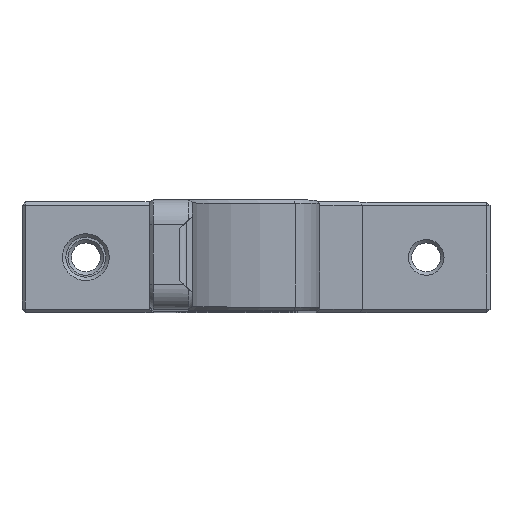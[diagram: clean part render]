
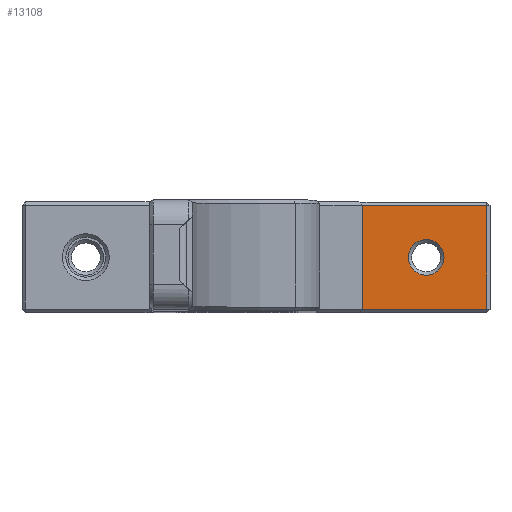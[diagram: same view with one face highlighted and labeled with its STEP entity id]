
A CAD part, top view. The second image highlights one B-rep face of the part: STEP entity #13108.
In plain terms, the highlighted planar face has unit normal (0, 0, 1).
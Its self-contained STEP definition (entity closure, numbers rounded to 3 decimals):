
#1156 = PLANE('',#1157);
#1157 = AXIS2_PLACEMENT_3D('',#1158,#1159,#1160);
#1158 = CARTESIAN_POINT('',(5.,0.2,-135.225));
#1159 = DIRECTION('',(0.,-0.707,0.707));
#1160 = DIRECTION('',(1.,0.,0.));
#2905 = PLANE('',#2906);
#2906 = AXIS2_PLACEMENT_3D('',#2907,#2908,#2909);
#2907 = CARTESIAN_POINT('',(5.,12.8,-135.225));
#2908 = DIRECTION('',(-0.,-0.707,-0.707));
#2909 = DIRECTION('',(1.,-0.,0.));
#5855 = VERTEX_POINT('',#5856);
#5856 = CARTESIAN_POINT('',(5.,0.4,-135.025));
#5891 = PLANE('',#5892);
#5892 = AXIS2_PLACEMENT_3D('',#5893,#5894,#5895);
#5893 = CARTESIAN_POINT('',(5.,0.,-125.025));
#5894 = DIRECTION('',(-1.,0.,0.));
#5895 = DIRECTION('',(-0.,0.,-1.));
#5963 = VERTEX_POINT('',#5964);
#5964 = CARTESIAN_POINT('',(19.6,0.4,-135.025));
#5990 = EDGE_CURVE('',#5855,#5963,#5991,.T.);
#5991 = SURFACE_CURVE('',#5992,(#5996,#6003),.PCURVE_S1.);
#5992 = LINE('',#5993,#5994);
#5993 = CARTESIAN_POINT('',(5.,0.4,-135.025));
#5994 = VECTOR('',#5995,1.);
#5995 = DIRECTION('',(1.,0.,0.));
#5996 = PCURVE('',#1156,#5997);
#5997 = DEFINITIONAL_REPRESENTATION('',(#5998),#6002);
#5998 = LINE('',#5999,#6000);
#5999 = CARTESIAN_POINT('',(0.,0.283));
#6000 = VECTOR('',#6001,1.);
#6001 = DIRECTION('',(1.,0.));
#6002 = ( GEOMETRIC_REPRESENTATION_CONTEXT(2) 
PARAMETRIC_REPRESENTATION_CONTEXT() REPRESENTATION_CONTEXT('2D SPACE',''
  ) );
#6003 = PCURVE('',#6004,#6009);
#6004 = PLANE('',#6005);
#6005 = AXIS2_PLACEMENT_3D('',#6006,#6007,#6008);
#6006 = CARTESIAN_POINT('',(5.,0.,-135.025));
#6007 = DIRECTION('',(0.,0.,-1.));
#6008 = DIRECTION('',(1.,0.,0.));
#6009 = DEFINITIONAL_REPRESENTATION('',(#6010),#6014);
#6010 = LINE('',#6011,#6012);
#6011 = CARTESIAN_POINT('',(0.,-0.4));
#6012 = VECTOR('',#6013,1.);
#6013 = DIRECTION('',(1.,0.));
#6014 = ( GEOMETRIC_REPRESENTATION_CONTEXT(2) 
PARAMETRIC_REPRESENTATION_CONTEXT() REPRESENTATION_CONTEXT('2D SPACE',''
  ) );
#9142 = VERTEX_POINT('',#9143);
#9143 = CARTESIAN_POINT('',(5.,12.6,-135.025));
#9240 = VERTEX_POINT('',#9241);
#9241 = CARTESIAN_POINT('',(19.6,12.6,-135.025));
#9267 = EDGE_CURVE('',#9142,#9240,#9268,.T.);
#9268 = SURFACE_CURVE('',#9269,(#9273,#9280),.PCURVE_S1.);
#9269 = LINE('',#9270,#9271);
#9270 = CARTESIAN_POINT('',(5.,12.6,-135.025));
#9271 = VECTOR('',#9272,1.);
#9272 = DIRECTION('',(1.,0.,0.));
#9273 = PCURVE('',#2905,#9274);
#9274 = DEFINITIONAL_REPRESENTATION('',(#9275),#9279);
#9275 = LINE('',#9276,#9277);
#9276 = CARTESIAN_POINT('',(0.,0.283));
#9277 = VECTOR('',#9278,1.);
#9278 = DIRECTION('',(1.,0.));
#9279 = ( GEOMETRIC_REPRESENTATION_CONTEXT(2) 
PARAMETRIC_REPRESENTATION_CONTEXT() REPRESENTATION_CONTEXT('2D SPACE',''
  ) );
#9280 = PCURVE('',#6004,#9281);
#9281 = DEFINITIONAL_REPRESENTATION('',(#9282),#9286);
#9282 = LINE('',#9283,#9284);
#9283 = CARTESIAN_POINT('',(0.,-12.6));
#9284 = VECTOR('',#9285,1.);
#9285 = DIRECTION('',(1.,0.));
#9286 = ( GEOMETRIC_REPRESENTATION_CONTEXT(2) 
PARAMETRIC_REPRESENTATION_CONTEXT() REPRESENTATION_CONTEXT('2D SPACE',''
  ) );
#13058 = EDGE_CURVE('',#5855,#9142,#13059,.T.);
#13059 = SURFACE_CURVE('',#13060,(#13064,#13071),.PCURVE_S1.);
#13060 = LINE('',#13061,#13062);
#13061 = CARTESIAN_POINT('',(5.,0.,-135.025));
#13062 = VECTOR('',#13063,1.);
#13063 = DIRECTION('',(0.,1.,0.));
#13064 = PCURVE('',#5891,#13065);
#13065 = DEFINITIONAL_REPRESENTATION('',(#13066),#13070);
#13066 = LINE('',#13067,#13068);
#13067 = CARTESIAN_POINT('',(10.,0.));
#13068 = VECTOR('',#13069,1.);
#13069 = DIRECTION('',(0.,-1.));
#13070 = ( GEOMETRIC_REPRESENTATION_CONTEXT(2) 
PARAMETRIC_REPRESENTATION_CONTEXT() REPRESENTATION_CONTEXT('2D SPACE',''
  ) );
#13071 = PCURVE('',#6004,#13072);
#13072 = DEFINITIONAL_REPRESENTATION('',(#13073),#13077);
#13073 = LINE('',#13074,#13075);
#13074 = CARTESIAN_POINT('',(0.,0.));
#13075 = VECTOR('',#13076,1.);
#13076 = DIRECTION('',(0.,-1.));
#13077 = ( GEOMETRIC_REPRESENTATION_CONTEXT(2) 
PARAMETRIC_REPRESENTATION_CONTEXT() REPRESENTATION_CONTEXT('2D SPACE',''
  ) );
#13108 = ADVANCED_FACE('',(#13109,#13140),#6004,.F.);
#13109 = FACE_BOUND('',#13110,.F.);
#13110 = EDGE_LOOP('',(#13111,#13112,#13113,#13139));
#13111 = ORIENTED_EDGE('',*,*,#13058,.T.);
#13112 = ORIENTED_EDGE('',*,*,#9267,.T.);
#13113 = ORIENTED_EDGE('',*,*,#13114,.F.);
#13114 = EDGE_CURVE('',#5963,#9240,#13115,.T.);
#13115 = SURFACE_CURVE('',#13116,(#13120,#13127),.PCURVE_S1.);
#13116 = LINE('',#13117,#13118);
#13117 = CARTESIAN_POINT('',(19.6,0.,-135.025));
#13118 = VECTOR('',#13119,1.);
#13119 = DIRECTION('',(-0.,1.,0.));
#13120 = PCURVE('',#6004,#13121);
#13121 = DEFINITIONAL_REPRESENTATION('',(#13122),#13126);
#13122 = LINE('',#13123,#13124);
#13123 = CARTESIAN_POINT('',(14.6,0.));
#13124 = VECTOR('',#13125,1.);
#13125 = DIRECTION('',(0.,-1.));
#13126 = ( GEOMETRIC_REPRESENTATION_CONTEXT(2) 
PARAMETRIC_REPRESENTATION_CONTEXT() REPRESENTATION_CONTEXT('2D SPACE',''
  ) );
#13127 = PCURVE('',#13128,#13133);
#13128 = PLANE('',#13129);
#13129 = AXIS2_PLACEMENT_3D('',#13130,#13131,#13132);
#13130 = CARTESIAN_POINT('',(19.8,0.,-135.225));
#13131 = DIRECTION('',(0.707,0.,0.707));
#13132 = DIRECTION('',(0.,1.,0.));
#13133 = DEFINITIONAL_REPRESENTATION('',(#13134),#13138);
#13134 = LINE('',#13135,#13136);
#13135 = CARTESIAN_POINT('',(0.,0.283));
#13136 = VECTOR('',#13137,1.);
#13137 = DIRECTION('',(1.,0.));
#13138 = ( GEOMETRIC_REPRESENTATION_CONTEXT(2) 
PARAMETRIC_REPRESENTATION_CONTEXT() REPRESENTATION_CONTEXT('2D SPACE',''
  ) );
#13139 = ORIENTED_EDGE('',*,*,#5990,.F.);
#13140 = FACE_BOUND('',#13141,.F.);
#13141 = EDGE_LOOP('',(#13142));
#13142 = ORIENTED_EDGE('',*,*,#13143,.T.);
#13143 = EDGE_CURVE('',#13144,#13144,#13146,.T.);
#13144 = VERTEX_POINT('',#13145);
#13145 = CARTESIAN_POINT('',(10.4,6.5,-135.025));
#13146 = SURFACE_CURVE('',#13147,(#13152,#13163),.PCURVE_S1.);
#13147 = CIRCLE('',#13148,2.1);
#13148 = AXIS2_PLACEMENT_3D('',#13149,#13150,#13151);
#13149 = CARTESIAN_POINT('',(12.5,6.5,-135.025));
#13150 = DIRECTION('',(0.,0.,1.));
#13151 = DIRECTION('',(-1.,0.,0.));
#13152 = PCURVE('',#6004,#13153);
#13153 = DEFINITIONAL_REPRESENTATION('',(#13154),#13162);
#13154 = ( BOUNDED_CURVE() B_SPLINE_CURVE(2,(#13155,#13156,#13157,#13158
    ,#13159,#13160,#13161),.UNSPECIFIED.,.T.,.F.) 
B_SPLINE_CURVE_WITH_KNOTS((1,2,2,2,2,1),(-2.094,0.,
    2.094,4.189,6.283,8.378),
.UNSPECIFIED.) CURVE() GEOMETRIC_REPRESENTATION_ITEM() 
RATIONAL_B_SPLINE_CURVE((1.,0.5,1.,0.5,1.,0.5,1.)) REPRESENTATION_ITEM(
  '') );
#13155 = CARTESIAN_POINT('',(5.4,-6.5));
#13156 = CARTESIAN_POINT('',(5.4,-2.863));
#13157 = CARTESIAN_POINT('',(8.55,-4.681));
#13158 = CARTESIAN_POINT('',(11.7,-6.5));
#13159 = CARTESIAN_POINT('',(8.55,-8.319));
#13160 = CARTESIAN_POINT('',(5.4,-10.137));
#13161 = CARTESIAN_POINT('',(5.4,-6.5));
#13162 = ( GEOMETRIC_REPRESENTATION_CONTEXT(2) 
PARAMETRIC_REPRESENTATION_CONTEXT() REPRESENTATION_CONTEXT('2D SPACE',''
  ) );
#13163 = PCURVE('',#13164,#13169);
#13164 = CONICAL_SURFACE('',#13165,1.7,0.785);
#13165 = AXIS2_PLACEMENT_3D('',#13166,#13167,#13168);
#13166 = CARTESIAN_POINT('',(12.5,6.5,-135.425));
#13167 = DIRECTION('',(0.,0.,1.));
#13168 = DIRECTION('',(-1.,0.,0.));
#13169 = DEFINITIONAL_REPRESENTATION('',(#13170),#13174);
#13170 = LINE('',#13171,#13172);
#13171 = CARTESIAN_POINT('',(-0.,0.4));
#13172 = VECTOR('',#13173,1.);
#13173 = DIRECTION('',(1.,-0.));
#13174 = ( GEOMETRIC_REPRESENTATION_CONTEXT(2) 
PARAMETRIC_REPRESENTATION_CONTEXT() REPRESENTATION_CONTEXT('2D SPACE',''
  ) );
